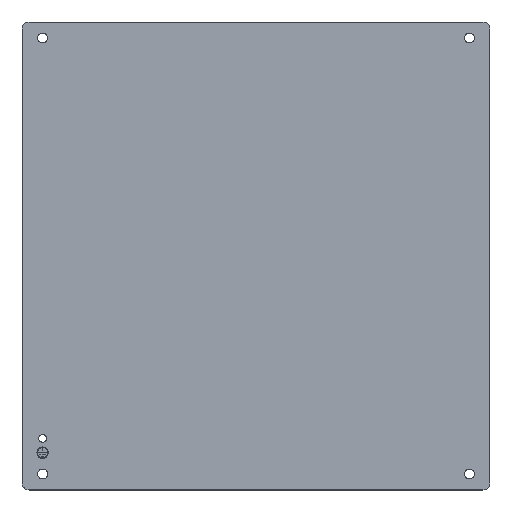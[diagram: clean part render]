
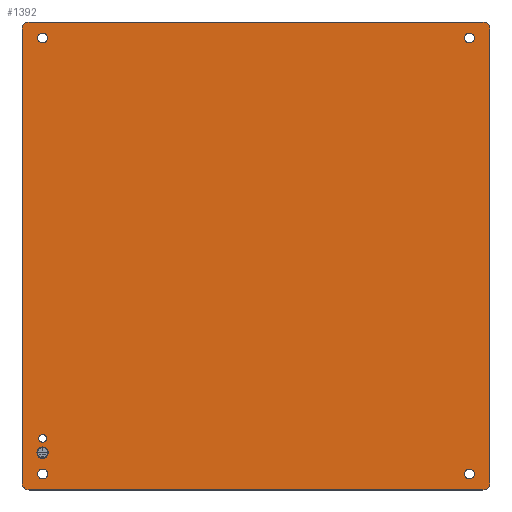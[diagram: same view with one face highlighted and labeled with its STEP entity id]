
A CAD part, top view. The second image highlights one B-rep face of the part: STEP entity #1392.
In plain terms, the highlighted planar face has unit normal (0, 0, 1).
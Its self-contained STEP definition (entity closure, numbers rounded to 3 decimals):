
#47=AXIS2_PLACEMENT_3D('Circle Axis2P3D',#45,#46,$) ;
#100=AXIS2_PLACEMENT_3D('Circle Axis2P3D',#98,#99,$) ;
#164=AXIS2_PLACEMENT_3D('Circle Axis2P3D',#162,#163,$) ;
#197=AXIS2_PLACEMENT_3D('Circle Axis2P3D',#195,#196,$) ;
#278=AXIS2_PLACEMENT_3D('Circle Axis2P3D',#276,#277,$) ;
#304=AXIS2_PLACEMENT_3D('Circle Axis2P3D',#302,#303,$) ;
#349=AXIS2_PLACEMENT_3D('Circle Axis2P3D',#347,#348,$) ;
#372=AXIS2_PLACEMENT_3D('Circle Axis2P3D',#370,#371,$) ;
#406=AXIS2_PLACEMENT_3D('Circle Axis2P3D',#404,#405,$) ;
#436=AXIS2_PLACEMENT_3D('Circle Axis2P3D',#434,#435,$) ;
#529=AXIS2_PLACEMENT_3D('Plane Axis2P3D',#526,#527,#528) ;
#1137=AXIS2_PLACEMENT_3D('Circle Axis2P3D',#1135,#1136,$) ;
#1206=AXIS2_PLACEMENT_3D('Circle Axis2P3D',#1204,#1205,$) ;
#1232=AXIS2_PLACEMENT_3D('Circle Axis2P3D',#1230,#1231,$) ;
#1258=AXIS2_PLACEMENT_3D('Circle Axis2P3D',#1256,#1257,$) ;
#1289=AXIS2_PLACEMENT_3D('Circle Axis2P3D',#1287,#1288,$) ;
#1315=AXIS2_PLACEMENT_3D('Circle Axis2P3D',#1313,#1314,$) ;
#42=CARTESIAN_POINT('Vertex',(1.464,1.464,1.5)) ;
#45=CARTESIAN_POINT('Axis2P3D Location',(5.,5.,1.5)) ;
#49=CARTESIAN_POINT('Vertex',(0.,5.,1.5)) ;
#95=CARTESIAN_POINT('Vertex',(5.,0.,1.5)) ;
#98=CARTESIAN_POINT('Axis2P3D Location',(5.,5.,1.5)) ;
#120=CARTESIAN_POINT('Vertex',(324.,0.,1.5)) ;
#125=CARTESIAN_POINT('Line Origine',(164.5,0.,1.5)) ;
#159=CARTESIAN_POINT('Vertex',(329.,5.,1.5)) ;
#162=CARTESIAN_POINT('Axis2P3D Location',(324.,5.,1.5)) ;
#192=CARTESIAN_POINT('Vertex',(10.5,26.25,1.5)) ;
#195=CARTESIAN_POINT('Axis2P3D Location',(14.5,26.25,1.5)) ;
#199=CARTESIAN_POINT('Vertex',(18.5,26.25,1.5)) ;
#238=CARTESIAN_POINT('Control Point',(18.5,26.25,1.5)) ;
#239=CARTESIAN_POINT('Control Point',(18.5,26.878,1.5)) ;
#240=CARTESIAN_POINT('Control Point',(18.377,27.507,1.5)) ;
#241=CARTESIAN_POINT('Control Point',(18.13,28.103,1.5)) ;
#242=CARTESIAN_POINT('Control Point',(17.416,29.166,1.5)) ;
#243=CARTESIAN_POINT('Control Point',(16.353,29.88,1.5)) ;
#244=CARTESIAN_POINT('Control Point',(15.757,30.127,1.5)) ;
#245=CARTESIAN_POINT('Control Point',(14.5,30.373,1.5)) ;
#246=CARTESIAN_POINT('Control Point',(13.243,30.127,1.5)) ;
#247=CARTESIAN_POINT('Control Point',(12.647,29.88,1.5)) ;
#248=CARTESIAN_POINT('Control Point',(11.584,29.166,1.5)) ;
#249=CARTESIAN_POINT('Control Point',(10.87,28.103,1.5)) ;
#250=CARTESIAN_POINT('Control Point',(10.623,27.507,1.5)) ;
#251=CARTESIAN_POINT('Control Point',(10.5,26.878,1.5)) ;
#252=CARTESIAN_POINT('Control Point',(10.5,26.25,1.5)) ;
#271=CARTESIAN_POINT('Vertex',(318.,11.25,1.5)) ;
#276=CARTESIAN_POINT('Axis2P3D Location',(314.5,11.25,1.5)) ;
#280=CARTESIAN_POINT('Vertex',(311.,11.25,1.5)) ;
#302=CARTESIAN_POINT('Axis2P3D Location',(314.5,11.25,1.5)) ;
#330=CARTESIAN_POINT('Vertex',(16.409,38.159,1.5)) ;
#344=CARTESIAN_POINT('Vertex',(12.591,34.341,1.5)) ;
#347=CARTESIAN_POINT('Axis2P3D Location',(14.5,36.25,1.5)) ;
#370=CARTESIAN_POINT('Axis2P3D Location',(14.5,36.25,1.5)) ;
#401=CARTESIAN_POINT('Vertex',(16.975,13.725,1.5)) ;
#404=CARTESIAN_POINT('Axis2P3D Location',(14.5,11.25,1.5)) ;
#408=CARTESIAN_POINT('Vertex',(12.025,8.775,1.5)) ;
#434=CARTESIAN_POINT('Axis2P3D Location',(14.5,11.25,1.5)) ;
#526=CARTESIAN_POINT('Axis2P3D Location',(64.5,114.5,1.5)) ;
#1132=CARTESIAN_POINT('Vertex',(324.,329.,1.5)) ;
#1135=CARTESIAN_POINT('Axis2P3D Location',(324.,324.,1.5)) ;
#1139=CARTESIAN_POINT('Vertex',(329.,324.,1.5)) ;
#1170=CARTESIAN_POINT('Vertex',(5.,329.,1.5)) ;
#1173=CARTESIAN_POINT('Line Origine',(164.5,329.,1.5)) ;
#1201=CARTESIAN_POINT('Vertex',(0.,324.,1.5)) ;
#1204=CARTESIAN_POINT('Axis2P3D Location',(5.,324.,1.5)) ;
#1225=CARTESIAN_POINT('Vertex',(311.,317.75,1.5)) ;
#1230=CARTESIAN_POINT('Axis2P3D Location',(314.5,317.75,1.5)) ;
#1234=CARTESIAN_POINT('Vertex',(318.,317.75,1.5)) ;
#1256=CARTESIAN_POINT('Axis2P3D Location',(314.5,317.75,1.5)) ;
#1282=CARTESIAN_POINT('Vertex',(18.,317.75,1.5)) ;
#1287=CARTESIAN_POINT('Axis2P3D Location',(14.5,317.75,1.5)) ;
#1291=CARTESIAN_POINT('Vertex',(11.,317.75,1.5)) ;
#1313=CARTESIAN_POINT('Axis2P3D Location',(14.5,317.75,1.5)) ;
#1335=CARTESIAN_POINT('Line Origine',(329.,164.5,1.5)) ;
#1352=CARTESIAN_POINT('Line Origine',(0.,164.5,1.5)) ;
#46=DIRECTION('Axis2P3D Direction',(0.,-0.,1.)) ;
#99=DIRECTION('Axis2P3D Direction',(0.,0.,1.)) ;
#126=DIRECTION('Vector Direction',(1.,0.,0.)) ;
#163=DIRECTION('Axis2P3D Direction',(0.,0.,1.)) ;
#196=DIRECTION('Axis2P3D Direction',(0.,0.,1.)) ;
#277=DIRECTION('Axis2P3D Direction',(0.,0.,1.)) ;
#303=DIRECTION('Axis2P3D Direction',(0.,0.,1.)) ;
#348=DIRECTION('Axis2P3D Direction',(0.,0.,1.)) ;
#371=DIRECTION('Axis2P3D Direction',(0.,-0.,1.)) ;
#405=DIRECTION('Axis2P3D Direction',(0.,-0.,1.)) ;
#435=DIRECTION('Axis2P3D Direction',(0.,0.,1.)) ;
#527=DIRECTION('Axis2P3D Direction',(0.,0.,1.)) ;
#528=DIRECTION('Axis2P3D XDirection',(1.,0.,0.)) ;
#1136=DIRECTION('Axis2P3D Direction',(0.,0.,1.)) ;
#1174=DIRECTION('Vector Direction',(-1.,0.,0.)) ;
#1205=DIRECTION('Axis2P3D Direction',(0.,0.,1.)) ;
#1231=DIRECTION('Axis2P3D Direction',(0.,0.,1.)) ;
#1257=DIRECTION('Axis2P3D Direction',(0.,0.,1.)) ;
#1288=DIRECTION('Axis2P3D Direction',(0.,0.,1.)) ;
#1314=DIRECTION('Axis2P3D Direction',(0.,0.,1.)) ;
#1336=DIRECTION('Vector Direction',(0.,1.,0.)) ;
#1353=DIRECTION('Vector Direction',(0.,-1.,0.)) ;
#127=VECTOR('Line Direction',#126,1.) ;
#1175=VECTOR('Line Direction',#1174,1.) ;
#1337=VECTOR('Line Direction',#1336,1.) ;
#1354=VECTOR('Line Direction',#1353,1.) ;
#1358=ORIENTED_EDGE('',*,*,#1356,.T.) ;
#1359=ORIENTED_EDGE('',*,*,#51,.F.) ;
#1360=ORIENTED_EDGE('',*,*,#102,.F.) ;
#1361=ORIENTED_EDGE('',*,*,#129,.T.) ;
#1362=ORIENTED_EDGE('',*,*,#166,.T.) ;
#1363=ORIENTED_EDGE('',*,*,#1339,.T.) ;
#1364=ORIENTED_EDGE('',*,*,#1141,.T.) ;
#1365=ORIENTED_EDGE('',*,*,#1177,.T.) ;
#1366=ORIENTED_EDGE('',*,*,#1208,.T.) ;
#1369=ORIENTED_EDGE('',*,*,#438,.F.) ;
#1370=ORIENTED_EDGE('',*,*,#410,.F.) ;
#1373=ORIENTED_EDGE('',*,*,#1317,.F.) ;
#1374=ORIENTED_EDGE('',*,*,#1293,.F.) ;
#1377=ORIENTED_EDGE('',*,*,#1260,.F.) ;
#1378=ORIENTED_EDGE('',*,*,#1236,.F.) ;
#1381=ORIENTED_EDGE('',*,*,#374,.T.) ;
#1382=ORIENTED_EDGE('',*,*,#351,.T.) ;
#1385=ORIENTED_EDGE('',*,*,#306,.F.) ;
#1386=ORIENTED_EDGE('',*,*,#282,.F.) ;
#1389=ORIENTED_EDGE('',*,*,#253,.F.) ;
#1390=ORIENTED_EDGE('',*,*,#201,.F.) ;
#1371=FACE_BOUND('',#1368,.T.) ;
#1375=FACE_BOUND('',#1372,.T.) ;
#1379=FACE_BOUND('',#1376,.T.) ;
#1383=FACE_BOUND('',#1380,.T.) ;
#1387=FACE_BOUND('',#1384,.T.) ;
#1391=FACE_BOUND('',#1388,.T.) ;
#1392=ADVANCED_FACE('Koerper.2',(#1367,#1371,#1375,#1379,#1383,#1387,#1391),#530,.T.) ;
#237=B_SPLINE_CURVE_WITH_KNOTS('',5,(#238,#239,#240,#241,#242,#243,#244,#245,#246,#247,#248,#249,#250,#251,#252),.UNSPECIFIED.,.F.,.U.,(6,3,3,3,6),(-6.283,-3.142,0.,3.142,6.283),.UNSPECIFIED.) ;
#48=CIRCLE('generated circle',#47,5.) ;
#101=CIRCLE('generated circle',#100,5.) ;
#165=CIRCLE('generated circle',#164,5.) ;
#198=CIRCLE('generated circle',#197,4.) ;
#279=CIRCLE('generated circle',#278,3.5) ;
#305=CIRCLE('generated circle',#304,3.5) ;
#350=CIRCLE('generated circle',#349,2.7) ;
#373=CIRCLE('generated circle',#372,2.7) ;
#407=CIRCLE('generated circle',#406,3.5) ;
#437=CIRCLE('generated circle',#436,3.5) ;
#1138=CIRCLE('generated circle',#1137,5.) ;
#1207=CIRCLE('generated circle',#1206,5.) ;
#1233=CIRCLE('generated circle',#1232,3.5) ;
#1259=CIRCLE('generated circle',#1258,3.5) ;
#1290=CIRCLE('generated circle',#1289,3.5) ;
#1316=CIRCLE('generated circle',#1315,3.5) ;
#51=EDGE_CURVE('',#43,#50,#48,.F.) ;
#102=EDGE_CURVE('',#96,#43,#101,.F.) ;
#129=EDGE_CURVE('',#96,#121,#128,.T.) ;
#166=EDGE_CURVE('',#121,#160,#165,.T.) ;
#201=EDGE_CURVE('',#193,#200,#198,.T.) ;
#253=EDGE_CURVE('',#200,#193,#237,.T.) ;
#282=EDGE_CURVE('',#272,#281,#279,.T.) ;
#306=EDGE_CURVE('',#281,#272,#305,.T.) ;
#351=EDGE_CURVE('',#331,#345,#350,.F.) ;
#374=EDGE_CURVE('',#345,#331,#373,.F.) ;
#410=EDGE_CURVE('',#402,#409,#407,.T.) ;
#438=EDGE_CURVE('',#409,#402,#437,.T.) ;
#1141=EDGE_CURVE('',#1140,#1133,#1138,.T.) ;
#1177=EDGE_CURVE('',#1133,#1171,#1176,.T.) ;
#1208=EDGE_CURVE('',#1171,#1202,#1207,.T.) ;
#1236=EDGE_CURVE('',#1226,#1235,#1233,.T.) ;
#1260=EDGE_CURVE('',#1235,#1226,#1259,.T.) ;
#1293=EDGE_CURVE('',#1283,#1292,#1290,.T.) ;
#1317=EDGE_CURVE('',#1292,#1283,#1316,.T.) ;
#1339=EDGE_CURVE('',#160,#1140,#1338,.T.) ;
#1356=EDGE_CURVE('',#1202,#50,#1355,.T.) ;
#1357=EDGE_LOOP('',(#1358,#1359,#1360,#1361,#1362,#1363,#1364,#1365,#1366)) ;
#1368=EDGE_LOOP('',(#1369,#1370)) ;
#1372=EDGE_LOOP('',(#1373,#1374)) ;
#1376=EDGE_LOOP('',(#1377,#1378)) ;
#1380=EDGE_LOOP('',(#1381,#1382)) ;
#1384=EDGE_LOOP('',(#1385,#1386)) ;
#1388=EDGE_LOOP('',(#1389,#1390)) ;
#1367=FACE_OUTER_BOUND('',#1357,.T.) ;
#128=LINE('Line',#125,#127) ;
#1176=LINE('Line',#1173,#1175) ;
#1338=LINE('Line',#1335,#1337) ;
#1355=LINE('Line',#1352,#1354) ;
#530=PLANE('',#529) ;
#43=VERTEX_POINT('',#42) ;
#50=VERTEX_POINT('',#49) ;
#96=VERTEX_POINT('',#95) ;
#121=VERTEX_POINT('',#120) ;
#160=VERTEX_POINT('',#159) ;
#193=VERTEX_POINT('',#192) ;
#200=VERTEX_POINT('',#199) ;
#272=VERTEX_POINT('',#271) ;
#281=VERTEX_POINT('',#280) ;
#331=VERTEX_POINT('',#330) ;
#345=VERTEX_POINT('',#344) ;
#402=VERTEX_POINT('',#401) ;
#409=VERTEX_POINT('',#408) ;
#1133=VERTEX_POINT('',#1132) ;
#1140=VERTEX_POINT('',#1139) ;
#1171=VERTEX_POINT('',#1170) ;
#1202=VERTEX_POINT('',#1201) ;
#1226=VERTEX_POINT('',#1225) ;
#1235=VERTEX_POINT('',#1234) ;
#1283=VERTEX_POINT('',#1282) ;
#1292=VERTEX_POINT('',#1291) ;
